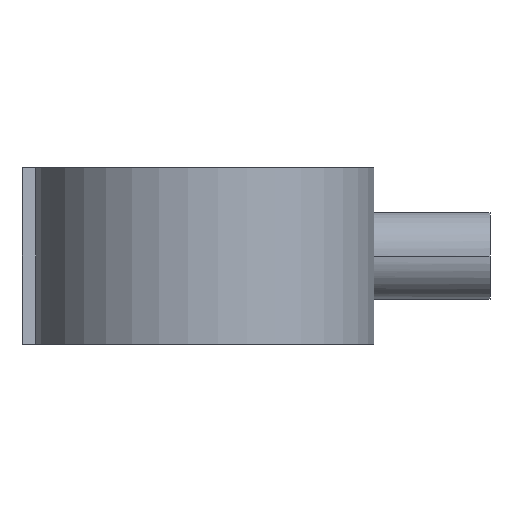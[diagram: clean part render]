
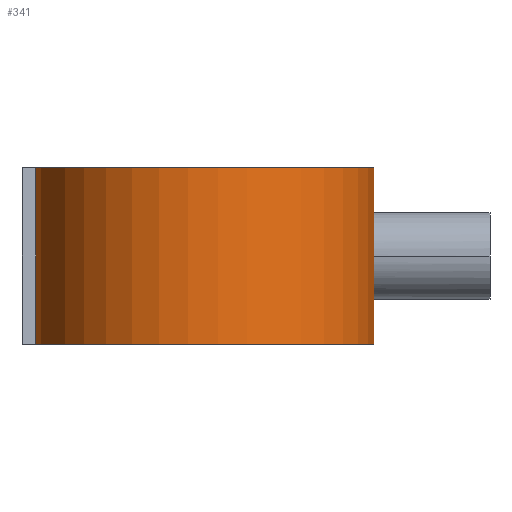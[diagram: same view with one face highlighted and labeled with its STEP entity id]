
A CAD part, front view. The second image highlights one B-rep face of the part: STEP entity #341.
In plain terms, the highlighted cylindrical face has radius 123.167 mm (diameter 246.333 mm), a partial arc.
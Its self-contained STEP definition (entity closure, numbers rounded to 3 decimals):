
#209 = EDGE_CURVE( '', #213, #271, #595, .T. );
#213 = VERTEX_POINT( '', #600 );
#269 = EDGE_CURVE( '', #567, #271, #662, .T. );
#271 = VERTEX_POINT( '', #664 );
#277 = EDGE_CURVE( '', #567, #511, #670, .T. );
#311 = EDGE_CURVE( '', #511, #213, #706, .T. );
#341 = ADVANCED_FACE( '', ( #737 ), #738, .T. );
#511 = VERTEX_POINT( '', #926 );
#567 = VERTEX_POINT( '', #989 );
#595 = LINE( '', #1011, #1012 );
#600 = CARTESIAN_POINT( '', ( 122.792, 9.6, -64. ) );
#662 = CIRCLE( '', #1152, 123.167 );
#664 = CARTESIAN_POINT( '', ( 122.792, 9.6, 64. ) );
#670 = LINE( '', #1204, #1205 );
#706 = CIRCLE( '', #1255, 123.167 );
#737 = FACE_OUTER_BOUND( '', #1340, .T. );
#738 = CYLINDRICAL_SURFACE( '', #1341, 123.167 );
#926 = CARTESIAN_POINT( '', ( -122.792, -9.6, -64. ) );
#989 = CARTESIAN_POINT( '', ( -122.792, -9.6, 64. ) );
#1011 = CARTESIAN_POINT( '', ( 122.792, 9.6, 64. ) );
#1012 = VECTOR( '', #2168, 1. );
#1152 = AXIS2_PLACEMENT_3D( '', #2245, #2246, #2247 );
#1204 = CARTESIAN_POINT( '', ( -122.792, -9.6, 64. ) );
#1205 = VECTOR( '', #2251, 1. );
#1255 = AXIS2_PLACEMENT_3D( '', #2287, #2288, #2289 );
#1340 = EDGE_LOOP( '', ( #2310, #2311, #2312, #2313 ) );
#1341 = AXIS2_PLACEMENT_3D( '', #2314, #2315, #2316 );
#2168 = DIRECTION( '', ( 0., 0., 1. ) );
#2245 = CARTESIAN_POINT( '', ( 0., 0., 64. ) );
#2246 = DIRECTION( '', ( 0., 0., 1. ) );
#2247 = DIRECTION( '', ( -0.997, -0.078, 0. ) );
#2251 = DIRECTION( '', ( 0., 0., -1. ) );
#2287 = CARTESIAN_POINT( '', ( 0., 0., -64. ) );
#2288 = DIRECTION( '', ( 0., 0., 1. ) );
#2289 = DIRECTION( '', ( -0.997, -0.078, 0. ) );
#2310 = ORIENTED_EDGE( '', *, *, #209, .T. );
#2311 = ORIENTED_EDGE( '', *, *, #269, .F. );
#2312 = ORIENTED_EDGE( '', *, *, #277, .T. );
#2313 = ORIENTED_EDGE( '', *, *, #311, .T. );
#2314 = CARTESIAN_POINT( '', ( 0., 0., 64. ) );
#2315 = DIRECTION( '', ( 0., 0., 1. ) );
#2316 = DIRECTION( '', ( -0.997, -0.078, 0. ) );
